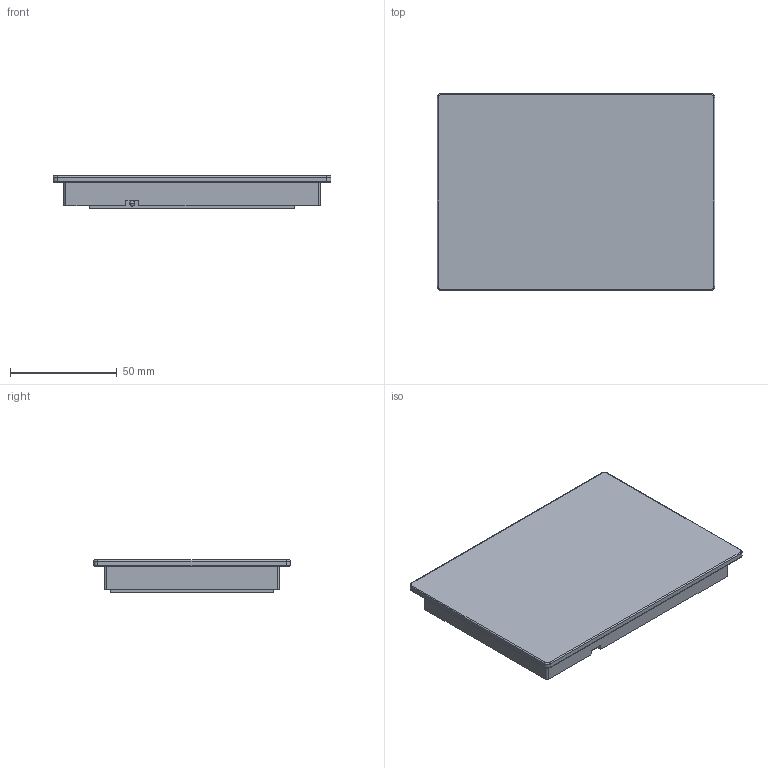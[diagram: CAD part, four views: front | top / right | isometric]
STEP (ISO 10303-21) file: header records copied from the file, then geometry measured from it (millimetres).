
FILE_DESCRIPTION(('Creo Elements/Direct Modeling STEP Export'),'2;1');
FILE_NAME('RLS-G1-V Verschlussset-Bedienteil.stp','2020-02-19T11:05:25',(''),(''),'PTC Creo Elements/Direct Modeling STEP processor for AP214 (Solid Model)','PTC Creo Elements/Direct Modeling 19.0C 15-Aug-2015 (C) Parametric Technology GmbH','');
FILE_SCHEMA(('AUTOMOTIVE_DESIGN { 1 0 10303 214 1 1 1 1 }'));
Length unit declared in the file: millimetre
Products named in the file (3): Bedienteil-Dummy; Befestigungsplatte; RLS-G1-V_Verschlussset-Bedienteil
Assembly tree (2 placements, depth 2):
  RLS-G1-V_Verschlussset-Bedienteil
    Befestigungsplatte
    Bedienteil-Dummy
Bounding box: 130 x 92 x 15 mm (x, y, z)
Volume: 125055.1 mm3; surface area: 48088.5 mm2
Topology: 2 solids, 2 shells, 116 faces, 306 edges, 198 vertices
Faces by surface type: plane 54, cylinder 36, extrusion 16, torus 10
Entity records: 3963 total; most frequent: CARTESIAN_POINT 1037, ORIENTED_EDGE 612, DIRECTION 558, EDGE_CURVE 306, VECTOR 198, VERTEX_POINT 198, LINE 182, AXIS2_PLACEMENT_3D 180
